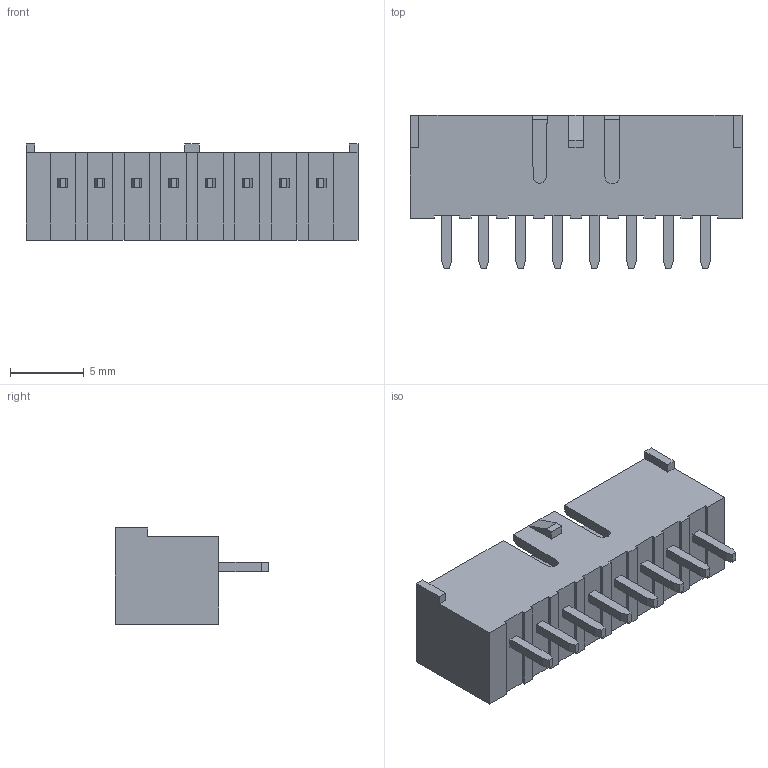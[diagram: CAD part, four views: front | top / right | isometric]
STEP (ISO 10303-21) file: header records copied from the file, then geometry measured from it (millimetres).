
FILE_DESCRIPTION((''),'2;1');
FILE_NAME('353120860','2014-11-03T',('ME'),(''),'PRO/ENGINEER BY PARAMETRIC TECHNOLOGY CORPORATION, 2011490','PRO/ENGINEER BY PARAMETRIC TECHNOLOGY CORPORATION, 2011490','');
FILE_SCHEMA(('CONFIG_CONTROL_DESIGN'));
Length unit declared in the file: millimetre
Products named in the file (1): 353120860
Bounding box: 22.46 x 10.4 x 6.5 mm (x, y, z)
Volume: 447.3 mm3; surface area: 1105.9 mm2
Topology: 1 solids, 1 shells, 213 faces, 595 edges, 400 vertices
Faces by surface type: plane 211, cylinder 2
Entity records: 6736 total; most frequent: CARTESIAN_POINT 1193, ORIENTED_EDGE 1158, DIRECTION 1043, EDGE_CURVE 579, VECTOR 575, LINE 575, VERTEX_POINT 384, AXIS2_PLACEMENT_3D 234
